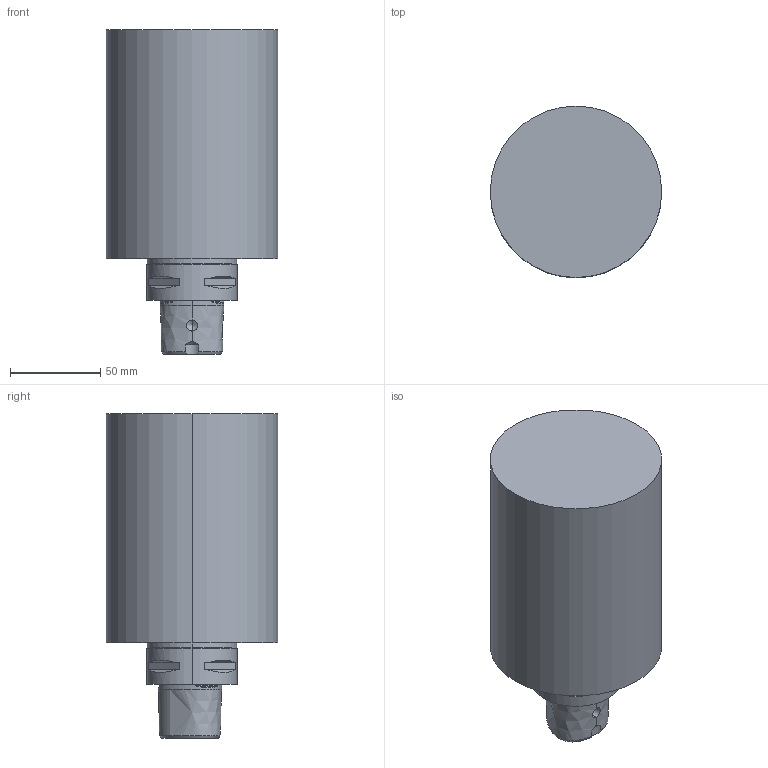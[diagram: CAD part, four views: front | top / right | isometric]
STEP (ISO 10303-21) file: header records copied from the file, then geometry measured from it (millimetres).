
FILE_DESCRIPTION (( 'STEP AP203' ), '1' );
FILE_NAME ('142.001.95.150.STEP', '2020-06-05T01:12:07', ( '' ), ( '' ), 'SwSTEP 2.0', 'SolidWorks 2017', '' );
FILE_SCHEMA (( 'CONFIG_CONTROL_DESIGN' ));
Length unit declared in the file: millimetre
Products named in the file (1): 142.001.95.150
Bounding box: 95 x 95 x 180 mm (x, y, z)
Volume: 959278.6 mm3; surface area: 61781.8 mm2
Topology: 1 solids, 1 shells, 80 faces, 188 edges, 114 vertices
Faces by surface type: plane 28, cylinder 19, cone 18, torus 9, bspline 6
Entity records: 4566 total; most frequent: CARTESIAN_POINT 2741, ORIENTED_EDGE 368, DIRECTION 356, EDGE_CURVE 184, AXIS2_PLACEMENT_3D 150, VERTEX_POINT 114, EDGE_LOOP 90, ADVANCED_FACE 80
